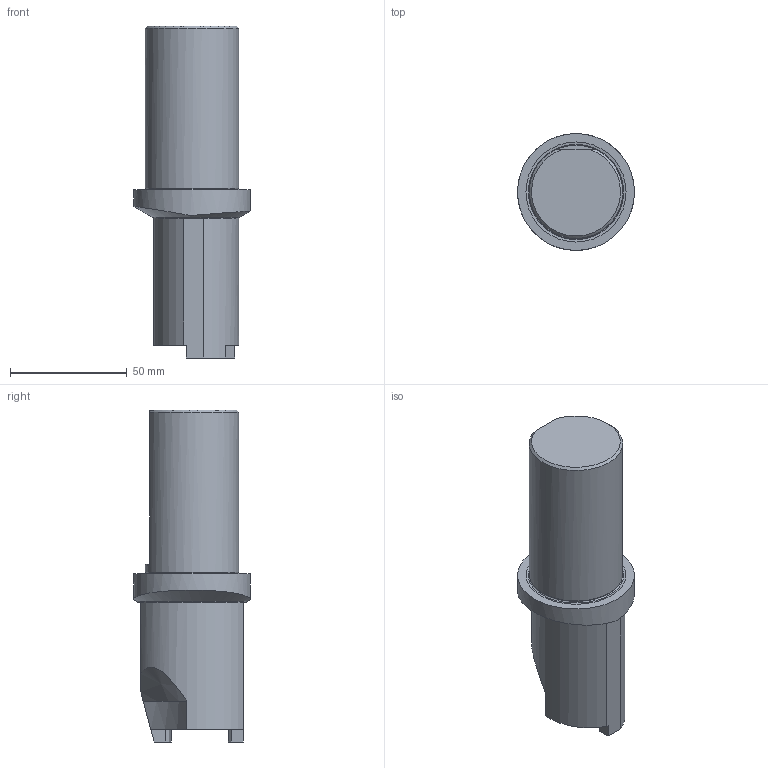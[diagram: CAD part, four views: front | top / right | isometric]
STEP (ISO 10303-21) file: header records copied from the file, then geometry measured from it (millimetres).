
FILE_DESCRIPTION (( 'STEP AP214' ), '1' );
FILE_NAME ('70860041.step', '2013-07-04T08:34:28', ( '' ), ( '' ), 'SwSTEP 2.0', 'SolidWorks 2013', '' );
FILE_SCHEMA (( 'AUTOMOTIVE_DESIGN' ));
Length unit declared in the file: millimetre
Products named in the file (1): 70860041
Bounding box: 50 x 50 x 142 mm (x, y, z)
Volume: 174338.7 mm3; surface area: 21609.1 mm2
Topology: 1 solids, 1 shells, 38 faces, 90 edges, 58 vertices
Faces by surface type: plane 21, cylinder 8, cone 6, torus 3
Full cylindrical faces by diameter (mm): 5 x3, 40 x1, 50 x1
Entity records: 1195 total; most frequent: CARTESIAN_POINT 349, DIRECTION 170, ORIENTED_EDGE 154, EDGE_CURVE 77, AXIS2_PLACEMENT_3D 67, VERTEX_POINT 53, EDGE_LOOP 50, FACE_OUTER_BOUND 44
